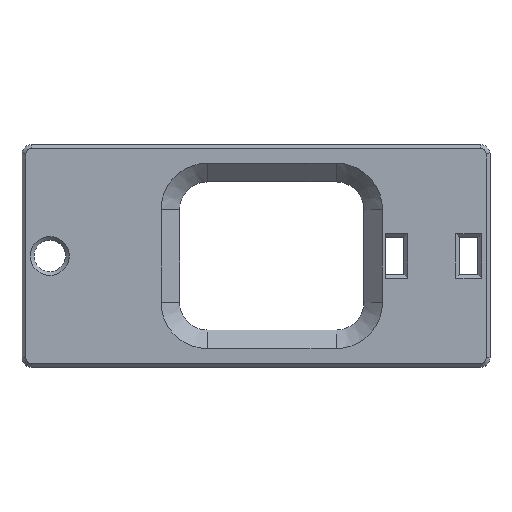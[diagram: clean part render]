
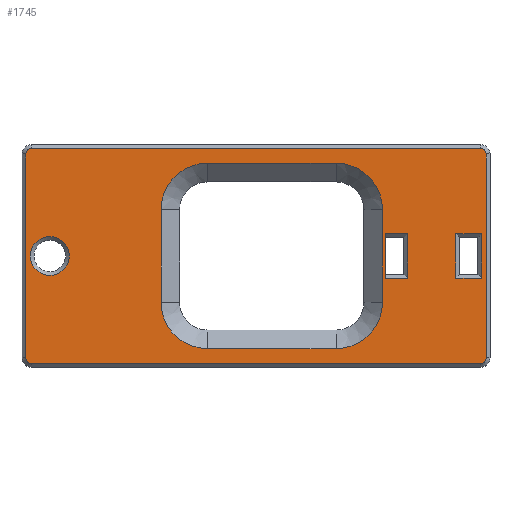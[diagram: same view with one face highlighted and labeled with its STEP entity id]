
A CAD part, top view. The second image highlights one B-rep face of the part: STEP entity #1745.
In plain terms, the highlighted planar face has unit normal (0, 0, 1).
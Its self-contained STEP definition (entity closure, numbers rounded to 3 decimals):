
#91=FACE_BOUND('',#276,.T.);
#92=FACE_BOUND('',#277,.T.);
#93=FACE_BOUND('',#278,.T.);
#94=FACE_BOUND('',#279,.T.);
#97=CIRCLE('',#1871,0.6);
#98=CIRCLE('',#1872,0.6);
#99=CIRCLE('',#1873,0.6);
#100=CIRCLE('',#1874,0.6);
#101=CIRCLE('',#1875,5.);
#102=CIRCLE('',#1876,5.);
#103=CIRCLE('',#1877,5.);
#104=CIRCLE('',#1878,5.);
#105=CIRCLE('',#1879,2.1);
#165=FACE_OUTER_BOUND('',#275,.T.);
#275=EDGE_LOOP('',(#1187,#1188,#1189,#1190,#1191,#1192,#1193,#1194));
#276=EDGE_LOOP('',(#1195,#1196,#1197,#1198));
#277=EDGE_LOOP('',(#1199,#1200,#1201,#1202,#1203,#1204,#1205,#1206));
#278=EDGE_LOOP('',(#1207));
#279=EDGE_LOOP('',(#1208,#1209,#1210,#1211));
#387=LINE('',#2591,#570);
#390=LINE('',#2597,#573);
#392=LINE('',#2601,#575);
#402=LINE('',#2622,#585);
#403=LINE('',#2626,#586);
#404=LINE('',#2630,#587);
#405=LINE('',#2634,#588);
#406=LINE('',#2636,#589);
#407=LINE('',#2639,#590);
#408=LINE('',#2643,#591);
#409=LINE('',#2647,#592);
#410=LINE('',#2651,#593);
#411=LINE('',#2657,#594);
#412=LINE('',#2659,#595);
#413=LINE('',#2661,#596);
#414=LINE('',#2662,#597);
#570=VECTOR('',#2049,10.);
#573=VECTOR('',#2054,10.);
#575=VECTOR('',#2058,10.);
#585=VECTOR('',#2076,10.);
#586=VECTOR('',#2079,10.);
#587=VECTOR('',#2082,10.);
#588=VECTOR('',#2085,10.);
#589=VECTOR('',#2088,10.);
#590=VECTOR('',#2089,10.);
#591=VECTOR('',#2092,10.);
#592=VECTOR('',#2095,10.);
#593=VECTOR('',#2098,10.);
#594=VECTOR('',#2103,10.);
#595=VECTOR('',#2104,10.);
#596=VECTOR('',#2105,10.);
#597=VECTOR('',#2106,10.);
#753=VERTEX_POINT('',#2588);
#754=VERTEX_POINT('',#2590);
#756=VERTEX_POINT('',#2596);
#757=VERTEX_POINT('',#2600);
#763=VERTEX_POINT('',#2620);
#764=VERTEX_POINT('',#2621);
#765=VERTEX_POINT('',#2623);
#766=VERTEX_POINT('',#2625);
#767=VERTEX_POINT('',#2627);
#768=VERTEX_POINT('',#2629);
#769=VERTEX_POINT('',#2631);
#770=VERTEX_POINT('',#2633);
#771=VERTEX_POINT('',#2637);
#772=VERTEX_POINT('',#2638);
#773=VERTEX_POINT('',#2640);
#774=VERTEX_POINT('',#2642);
#775=VERTEX_POINT('',#2644);
#776=VERTEX_POINT('',#2646);
#777=VERTEX_POINT('',#2648);
#778=VERTEX_POINT('',#2650);
#779=VERTEX_POINT('',#2653);
#780=VERTEX_POINT('',#2655);
#781=VERTEX_POINT('',#2656);
#782=VERTEX_POINT('',#2658);
#783=VERTEX_POINT('',#2660);
#904=EDGE_CURVE('',#753,#754,#387,.T.);
#907=EDGE_CURVE('',#754,#756,#390,.T.);
#909=EDGE_CURVE('',#756,#757,#392,.T.);
#919=EDGE_CURVE('',#763,#764,#402,.T.);
#920=EDGE_CURVE('',#765,#763,#97,.T.);
#921=EDGE_CURVE('',#766,#765,#403,.T.);
#922=EDGE_CURVE('',#767,#766,#98,.T.);
#923=EDGE_CURVE('',#768,#767,#404,.T.);
#924=EDGE_CURVE('',#769,#768,#99,.T.);
#925=EDGE_CURVE('',#770,#769,#405,.T.);
#926=EDGE_CURVE('',#764,#770,#100,.T.);
#927=EDGE_CURVE('',#757,#753,#406,.T.);
#928=EDGE_CURVE('',#771,#772,#407,.T.);
#929=EDGE_CURVE('',#773,#771,#101,.T.);
#930=EDGE_CURVE('',#774,#773,#408,.T.);
#931=EDGE_CURVE('',#775,#774,#102,.T.);
#932=EDGE_CURVE('',#776,#775,#409,.T.);
#933=EDGE_CURVE('',#777,#776,#103,.T.);
#934=EDGE_CURVE('',#778,#777,#410,.T.);
#935=EDGE_CURVE('',#772,#778,#104,.T.);
#936=EDGE_CURVE('',#779,#779,#105,.T.);
#937=EDGE_CURVE('',#780,#781,#411,.T.);
#938=EDGE_CURVE('',#782,#780,#412,.T.);
#939=EDGE_CURVE('',#783,#782,#413,.T.);
#940=EDGE_CURVE('',#781,#783,#414,.T.);
#1187=ORIENTED_EDGE('',*,*,#919,.F.);
#1188=ORIENTED_EDGE('',*,*,#920,.F.);
#1189=ORIENTED_EDGE('',*,*,#921,.F.);
#1190=ORIENTED_EDGE('',*,*,#922,.F.);
#1191=ORIENTED_EDGE('',*,*,#923,.F.);
#1192=ORIENTED_EDGE('',*,*,#924,.F.);
#1193=ORIENTED_EDGE('',*,*,#925,.F.);
#1194=ORIENTED_EDGE('',*,*,#926,.F.);
#1195=ORIENTED_EDGE('',*,*,#927,.F.);
#1196=ORIENTED_EDGE('',*,*,#909,.F.);
#1197=ORIENTED_EDGE('',*,*,#907,.F.);
#1198=ORIENTED_EDGE('',*,*,#904,.F.);
#1199=ORIENTED_EDGE('',*,*,#928,.F.);
#1200=ORIENTED_EDGE('',*,*,#929,.F.);
#1201=ORIENTED_EDGE('',*,*,#930,.F.);
#1202=ORIENTED_EDGE('',*,*,#931,.F.);
#1203=ORIENTED_EDGE('',*,*,#932,.F.);
#1204=ORIENTED_EDGE('',*,*,#933,.F.);
#1205=ORIENTED_EDGE('',*,*,#934,.F.);
#1206=ORIENTED_EDGE('',*,*,#935,.F.);
#1207=ORIENTED_EDGE('',*,*,#936,.F.);
#1208=ORIENTED_EDGE('',*,*,#937,.F.);
#1209=ORIENTED_EDGE('',*,*,#938,.F.);
#1210=ORIENTED_EDGE('',*,*,#939,.F.);
#1211=ORIENTED_EDGE('',*,*,#940,.F.);
#1691=PLANE('',#1870);
#1745=ADVANCED_FACE('',(#165,#91,#92,#93,#94),#1691,.T.);
#1870=AXIS2_PLACEMENT_3D('',#2619,#2074,#2075);
#1871=AXIS2_PLACEMENT_3D('',#2624,#2077,#2078);
#1872=AXIS2_PLACEMENT_3D('',#2628,#2080,#2081);
#1873=AXIS2_PLACEMENT_3D('',#2632,#2083,#2084);
#1874=AXIS2_PLACEMENT_3D('',#2635,#2086,#2087);
#1875=AXIS2_PLACEMENT_3D('',#2641,#2090,#2091);
#1876=AXIS2_PLACEMENT_3D('',#2645,#2093,#2094);
#1877=AXIS2_PLACEMENT_3D('',#2649,#2096,#2097);
#1878=AXIS2_PLACEMENT_3D('',#2652,#2099,#2100);
#1879=AXIS2_PLACEMENT_3D('',#2654,#2101,#2102);
#2049=DIRECTION('',(1.,0.,0.));
#2054=DIRECTION('',(0.,1.,0.));
#2058=DIRECTION('',(-1.,0.,0.));
#2074=DIRECTION('center_axis',(0.,0.,1.));
#2075=DIRECTION('ref_axis',(1.,0.,0.));
#2076=DIRECTION('',(0.,-1.,0.));
#2077=DIRECTION('center_axis',(0.,0.,-1.));
#2078=DIRECTION('ref_axis',(0.707,0.707,0.));
#2079=DIRECTION('',(1.,0.,0.));
#2080=DIRECTION('center_axis',(0.,0.,-1.));
#2081=DIRECTION('ref_axis',(-0.707,0.707,0.));
#2082=DIRECTION('',(0.,1.,0.));
#2083=DIRECTION('center_axis',(0.,0.,-1.));
#2084=DIRECTION('ref_axis',(-0.707,-0.707,0.));
#2085=DIRECTION('',(-1.,0.,0.));
#2086=DIRECTION('center_axis',(0.,0.,-1.));
#2087=DIRECTION('ref_axis',(0.707,-0.707,0.));
#2088=DIRECTION('',(0.,-1.,0.));
#2089=DIRECTION('',(0.,1.,0.));
#2090=DIRECTION('center_axis',(0.,0.,1.));
#2091=DIRECTION('ref_axis',(0.707,-0.707,0.));
#2092=DIRECTION('',(1.,0.,0.));
#2093=DIRECTION('center_axis',(0.,0.,1.));
#2094=DIRECTION('ref_axis',(-0.707,-0.707,0.));
#2095=DIRECTION('',(0.,-1.,0.));
#2096=DIRECTION('center_axis',(0.,0.,1.));
#2097=DIRECTION('ref_axis',(-0.707,0.707,0.));
#2098=DIRECTION('',(-1.,0.,0.));
#2099=DIRECTION('center_axis',(0.,0.,1.));
#2100=DIRECTION('ref_axis',(0.707,0.707,0.));
#2101=DIRECTION('center_axis',(0.,0.,1.));
#2102=DIRECTION('ref_axis',(0.,-1.,0.));
#2103=DIRECTION('',(0.,1.,0.));
#2104=DIRECTION('',(1.,0.,0.));
#2105=DIRECTION('',(0.,-1.,0.));
#2106=DIRECTION('',(-1.,0.,0.));
#2588=CARTESIAN_POINT('',(26.2,62.6,4.));
#2590=CARTESIAN_POINT('',(28.6,62.6,4.));
#2591=CARTESIAN_POINT('',(20.6,62.6,4.));
#2596=CARTESIAN_POINT('',(28.6,67.4,4.));
#2597=CARTESIAN_POINT('',(28.6,64.,4.));
#2600=CARTESIAN_POINT('',(26.2,67.4,4.));
#2601=CARTESIAN_POINT('',(21.6,67.4,4.));
#2619=CARTESIAN_POINT('Origin',(15.,65.,4.));
#2620=CARTESIAN_POINT('',(37.1,76.,4.));
#2621=CARTESIAN_POINT('',(37.1,54.,4.));
#2622=CARTESIAN_POINT('',(37.1,65.,4.));
#2623=CARTESIAN_POINT('',(36.5,76.6,4.));
#2624=CARTESIAN_POINT('Origin',(36.5,76.,4.));
#2625=CARTESIAN_POINT('',(-12.,76.6,4.));
#2626=CARTESIAN_POINT('',(22.5,76.6,4.));
#2627=CARTESIAN_POINT('',(-12.6,76.,4.));
#2628=CARTESIAN_POINT('Origin',(-12.,76.,4.));
#2629=CARTESIAN_POINT('',(-12.6,54.,4.));
#2630=CARTESIAN_POINT('',(-12.6,72.5,4.));
#2631=CARTESIAN_POINT('',(-12.,53.4,4.));
#2632=CARTESIAN_POINT('Origin',(-12.,54.,4.));
#2633=CARTESIAN_POINT('',(36.5,53.4,4.));
#2634=CARTESIAN_POINT('',(7.5,53.4,4.));
#2635=CARTESIAN_POINT('Origin',(36.5,54.,4.));
#2636=CARTESIAN_POINT('',(26.2,66.,4.));
#2637=CARTESIAN_POINT('',(25.9,60.,4.));
#2638=CARTESIAN_POINT('',(25.9,70.,4.));
#2639=CARTESIAN_POINT('',(25.9,69.,4.));
#2640=CARTESIAN_POINT('',(20.9,55.,4.));
#2641=CARTESIAN_POINT('Origin',(20.9,60.,4.));
#2642=CARTESIAN_POINT('',(7.,55.,4.));
#2643=CARTESIAN_POINT('',(19.45,55.,4.));
#2644=CARTESIAN_POINT('',(2.,60.,4.));
#2645=CARTESIAN_POINT('Origin',(7.,60.,4.));
#2646=CARTESIAN_POINT('',(2.,70.,4.));
#2647=CARTESIAN_POINT('',(2.,61.,4.));
#2648=CARTESIAN_POINT('',(7.,75.,4.));
#2649=CARTESIAN_POINT('Origin',(7.,70.,4.));
#2650=CARTESIAN_POINT('',(20.9,75.,4.));
#2651=CARTESIAN_POINT('',(9.5,75.,4.));
#2652=CARTESIAN_POINT('Origin',(20.9,70.,4.));
#2653=CARTESIAN_POINT('',(-10.,67.1,4.));
#2654=CARTESIAN_POINT('Origin',(-10.,65.,4.));
#2655=CARTESIAN_POINT('',(36.6,62.6,4.));
#2656=CARTESIAN_POINT('',(36.6,67.4,4.));
#2657=CARTESIAN_POINT('',(36.6,64.,4.));
#2658=CARTESIAN_POINT('',(33.8,62.6,4.));
#2659=CARTESIAN_POINT('',(24.6,62.6,4.));
#2660=CARTESIAN_POINT('',(33.8,67.4,4.));
#2661=CARTESIAN_POINT('',(33.8,66.,4.));
#2662=CARTESIAN_POINT('',(25.6,67.4,4.));
